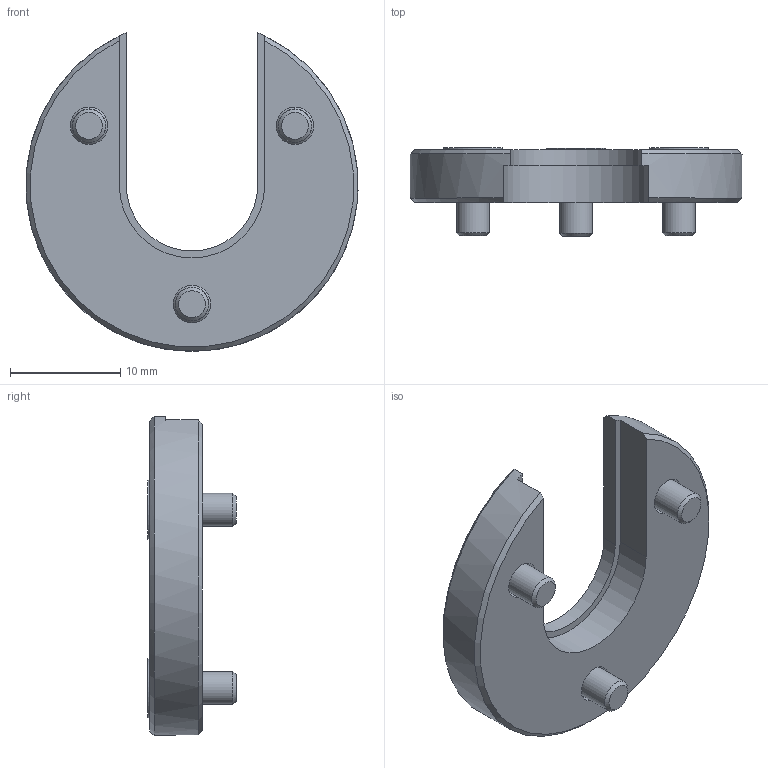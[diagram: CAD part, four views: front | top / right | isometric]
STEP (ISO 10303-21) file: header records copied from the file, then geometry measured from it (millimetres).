
FILE_DESCRIPTION(/* description */ ('STEP AP203'),/* implementation_level */ '2;1');
FILE_NAME(/* name */ 'S8013S01.step',/* time_stamp */ '2025-11-18T11:06:44-05:00',/* author */ (''),/* organization */ (''),/* preprocessor_version */ 'ST-DEVELOPER v20.1',/* originating_system */ 'Autodesk Translation Framework v14.21.0.0',/* authorisation */ '');
FILE_SCHEMA (('AUTOMOTIVE_DESIGN { 1 0 10303 214 3 1 1 }'));
Length unit declared in the file: inch
Products named in the file (3): S8013S01; S8013S02_S8013S01; Socket Countersunk Head Screw_AM_B18.3.5M - 3 x 0.5 x 8 Socket FCHS  
-- 8N
Assembly tree (4 placements, depth 2):
  S8013S01
    S8013S02_S8013S01
    Socket Countersunk Head Screw_AM_B18.3.5M - 3 x 0.5 x 8 Socket FCHS  
-- 8N  x3
Bounding box: 30.15 x 8 x 28.93 mm (x, y, z)
Volume: 2232.5 mm3; surface area: 2005.9 mm2
Topology: 4 solids, 4 shells, 78 faces, 174 edges, 104 vertices
Faces by surface type: plane 49, cone 14, cylinder 12, torus 3
Full cylindrical faces by diameter (mm): 3 x3, 3.4 x3, 5.35 x3
Entity records: 1186 total; most frequent: DIRECTION 209, CARTESIAN_POINT 192, ORIENTED_EDGE 174, EDGE_CURVE 87, AXIS2_PLACEMENT_3D 79, VERTEX_POINT 54, LINE 51, VECTOR 51
